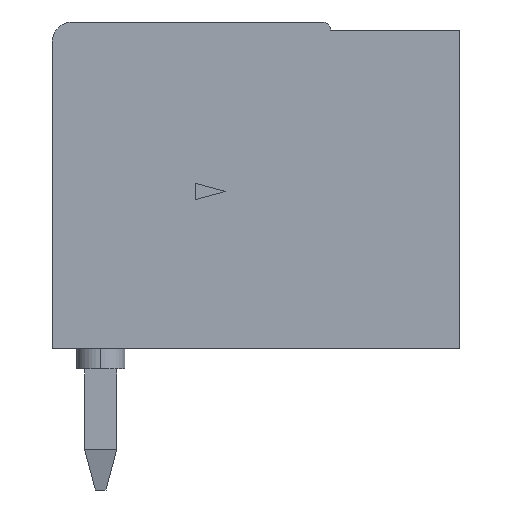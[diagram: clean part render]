
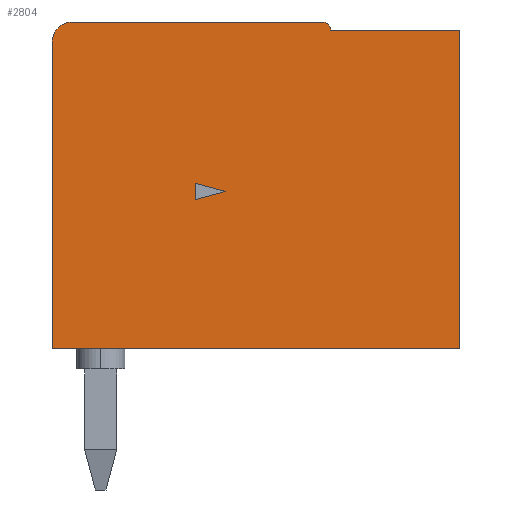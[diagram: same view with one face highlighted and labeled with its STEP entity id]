
A CAD part, left-side view. The second image highlights one B-rep face of the part: STEP entity #2804.
In plain terms, the highlighted planar face has unit normal (-1, 0, 0).
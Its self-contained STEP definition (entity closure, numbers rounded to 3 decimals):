
#2713=CARTESIAN_POINT('',(-9.7,1.705,-0.405));
#2714=DIRECTION('',(-1.0,0.0,0.0));
#2715=DIRECTION('',(0.0,-1.0,0.0));
#2716=AXIS2_PLACEMENT_3D('',#2713,#2714,#2715);
#2717=PLANE('',#2716);
#2718=CARTESIAN_POINT('',(-9.7,1.2,0.));
#2719=VERTEX_POINT('',#2718);
#2720=CARTESIAN_POINT('',(-9.7,-8.9,0.));
#2721=VERTEX_POINT('',#2720);
#2722=CARTESIAN_POINT('',(-9.7,1.2,0.));
#2723=DIRECTION('',(0.0,-1.0,0.0));
#2724=VECTOR('',#2723,10.1);
#2725=LINE('',#2722,#2724);
#2726=EDGE_CURVE('',#2719,#2721,#2725,.T.);
#2727=ORIENTED_EDGE('',*,*,#2726,.T.);
#2728=CARTESIAN_POINT('',(-9.7,-8.9,7.9));
#2729=VERTEX_POINT('',#2728);
#2730=CARTESIAN_POINT('',(-9.7,-8.9,0.));
#2731=DIRECTION('',(0.0,0.0,1.0));
#2732=VECTOR('',#2731,7.9);
#2733=LINE('',#2730,#2732);
#2734=EDGE_CURVE('',#2721,#2729,#2733,.T.);
#2735=ORIENTED_EDGE('',*,*,#2734,.T.);
#2736=CARTESIAN_POINT('',(-9.7,-5.7,7.9));
#2737=VERTEX_POINT('',#2736);
#2738=CARTESIAN_POINT('',(-9.7,-5.7,7.9));
#2739=DIRECTION('',(0.0,-1.0,0.0));
#2740=VECTOR('',#2739,3.2);
#2741=LINE('',#2738,#2740);
#2742=EDGE_CURVE('',#2737,#2729,#2741,.T.);
#2743=ORIENTED_EDGE('',*,*,#2742,.F.);
#2744=CARTESIAN_POINT('',(-9.7,-5.5,8.1));
#2745=VERTEX_POINT('',#2744);
#2746=CARTESIAN_POINT('',(-9.7,-5.5,7.9));
#2747=DIRECTION('',(-1.0,0.0,0.0));
#2748=DIRECTION('',(0.0,-1.0,0.0));
#2749=AXIS2_PLACEMENT_3D('',#2746,#2747,#2748);
#2750=CIRCLE('',#2749,0.2);
#2751=EDGE_CURVE('',#2737,#2745,#2750,.T.);
#2752=ORIENTED_EDGE('',*,*,#2751,.T.);
#2753=CARTESIAN_POINT('',(-9.7,0.7,8.1));
#2754=VERTEX_POINT('',#2753);
#2755=CARTESIAN_POINT('',(-9.7,-5.5,8.1));
#2756=DIRECTION('',(0.0,1.0,0.0));
#2757=VECTOR('',#2756,6.2);
#2758=LINE('',#2755,#2757);
#2759=EDGE_CURVE('',#2745,#2754,#2758,.T.);
#2760=ORIENTED_EDGE('',*,*,#2759,.T.);
#2761=CARTESIAN_POINT('',(-9.7,1.2,7.6));
#2762=VERTEX_POINT('',#2761);
#2763=CARTESIAN_POINT('',(-9.7,0.7,7.6));
#2764=DIRECTION('',(-1.0,0.0,0.0));
#2765=DIRECTION('',(0.0,-1.0,0.0));
#2766=AXIS2_PLACEMENT_3D('',#2763,#2764,#2765);
#2767=CIRCLE('',#2766,0.5);
#2768=EDGE_CURVE('',#2754,#2762,#2767,.T.);
#2769=ORIENTED_EDGE('',*,*,#2768,.T.);
#2770=CARTESIAN_POINT('',(-9.7,1.2,7.6));
#2771=DIRECTION('',(0.0,0.0,-1.0));
#2772=VECTOR('',#2771,7.6);
#2773=LINE('',#2770,#2772);
#2774=EDGE_CURVE('',#2762,#2719,#2773,.T.);
#2775=ORIENTED_EDGE('',*,*,#2774,.T.);
#2776=EDGE_LOOP('',(#2727,#2735,#2743,#2752,#2760,#2769,#2775));
#2777=FACE_OUTER_BOUND('',#2776,.T.);
#2778=CARTESIAN_POINT('',(-9.7,-2.35,3.699));
#2779=VERTEX_POINT('',#2778);
#2780=CARTESIAN_POINT('',(-9.7,-3.1,3.9));
#2781=VERTEX_POINT('',#2780);
#2782=CARTESIAN_POINT('',(-9.7,-2.35,3.699));
#2783=DIRECTION('',(0.0,-0.966,0.259));
#2784=VECTOR('',#2783,0.776);
#2785=LINE('',#2782,#2784);
#2786=EDGE_CURVE('',#2779,#2781,#2785,.T.);
#2787=ORIENTED_EDGE('',*,*,#2786,.F.);
#2788=CARTESIAN_POINT('',(-9.7,-2.35,4.101));
#2789=VERTEX_POINT('',#2788);
#2790=CARTESIAN_POINT('',(-9.7,-2.35,4.101));
#2791=DIRECTION('',(0.0,0.0,-1.0));
#2792=VECTOR('',#2791,0.402);
#2793=LINE('',#2790,#2792);
#2794=EDGE_CURVE('',#2789,#2779,#2793,.T.);
#2795=ORIENTED_EDGE('',*,*,#2794,.F.);
#2796=CARTESIAN_POINT('',(-9.7,-3.1,3.9));
#2797=DIRECTION('',(0.0,0.966,0.259));
#2798=VECTOR('',#2797,0.776);
#2799=LINE('',#2796,#2798);
#2800=EDGE_CURVE('',#2781,#2789,#2799,.T.);
#2801=ORIENTED_EDGE('',*,*,#2800,.F.);
#2802=EDGE_LOOP('',(#2787,#2795,#2801));
#2803=FACE_BOUND('',#2802,.T.);
#2804=ADVANCED_FACE('',(#2777,#2803),#2717,.T.);
